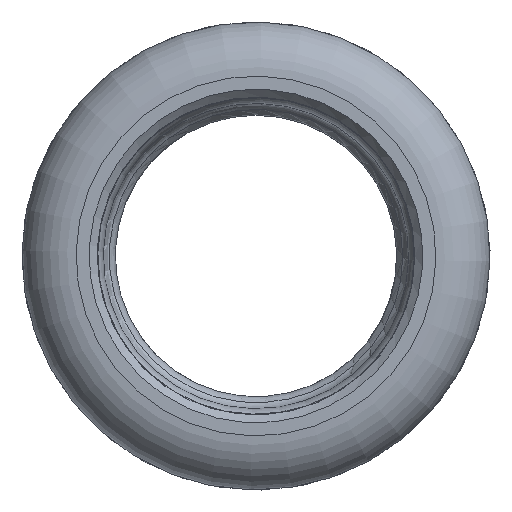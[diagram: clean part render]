
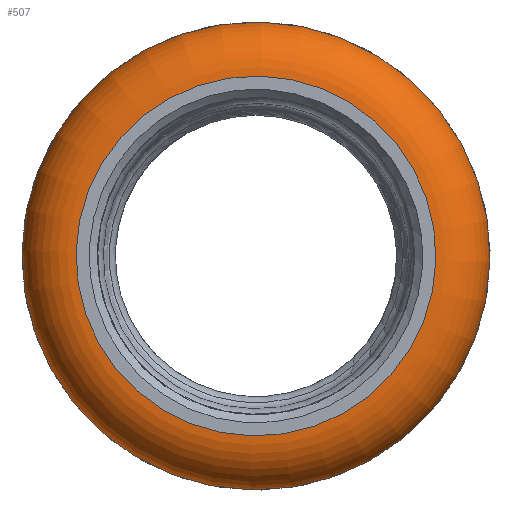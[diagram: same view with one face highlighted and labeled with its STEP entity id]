
A CAD part, left-side view. The second image highlights one B-rep face of the part: STEP entity #507.
In plain terms, the highlighted toroidal (fillet/blend) face has major radius 8.95 mm and minor radius 2.7 mm.
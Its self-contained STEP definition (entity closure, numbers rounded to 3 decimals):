
#93=FACE_OUTER_BOUND('',#127,.T.);
#127=EDGE_LOOP('',(#401,#402,#403,#404));
#177=CIRCLE('',#601,11.162);
#178=CIRCLE('',#603,8.95);
#179=CIRCLE('',#604,2.7);
#223=VERTEX_POINT('',#920);
#224=VERTEX_POINT('',#924);
#284=EDGE_CURVE('',#223,#223,#177,.T.);
#286=EDGE_CURVE('',#224,#224,#178,.T.);
#287=EDGE_CURVE('',#224,#223,#179,.T.);
#401=ORIENTED_EDGE('',*,*,#286,.F.);
#402=ORIENTED_EDGE('',*,*,#287,.T.);
#403=ORIENTED_EDGE('',*,*,#284,.T.);
#404=ORIENTED_EDGE('',*,*,#287,.F.);
#446=TOROIDAL_SURFACE('',#602,8.95,2.7);
#507=ADVANCED_FACE('',(#93),#446,.T.);
#601=AXIS2_PLACEMENT_3D('',#921,#763,#764);
#602=AXIS2_PLACEMENT_3D('',#923,#766,#767);
#603=AXIS2_PLACEMENT_3D('',#925,#768,#769);
#604=AXIS2_PLACEMENT_3D('',#926,#770,#771);
#763=DIRECTION('center_axis',(-1.,0.,0.));
#764=DIRECTION('ref_axis',(0.,1.,0.));
#766=DIRECTION('center_axis',(-1.,0.,0.));
#767=DIRECTION('ref_axis',(0.,0.878,-0.479));
#768=DIRECTION('center_axis',(-1.,0.,0.));
#769=DIRECTION('ref_axis',(0.,1.,0.));
#770=DIRECTION('center_axis',(0.,0.479,0.878));
#771=DIRECTION('ref_axis',(0.,-0.878,0.479));
#920=CARTESIAN_POINT('',(-19.751,-9.795,5.351));
#921=CARTESIAN_POINT('Origin',(-19.751,0.,0.));
#923=CARTESIAN_POINT('Origin',(-21.3,0.,0.));
#924=CARTESIAN_POINT('',(-24.,-7.854,4.291));
#925=CARTESIAN_POINT('Origin',(-24.,0.,0.));
#926=CARTESIAN_POINT('Origin',(-21.3,-7.854,4.291));
